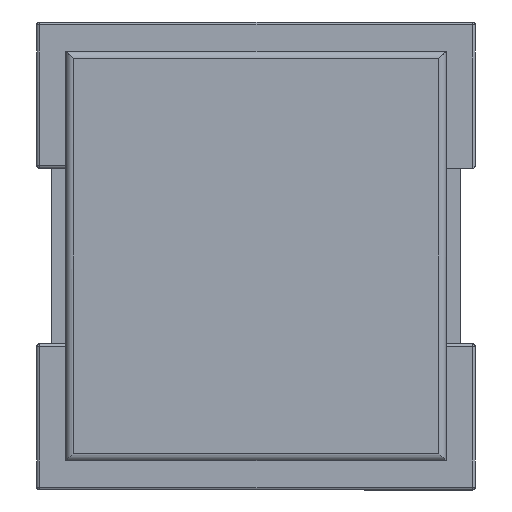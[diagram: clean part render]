
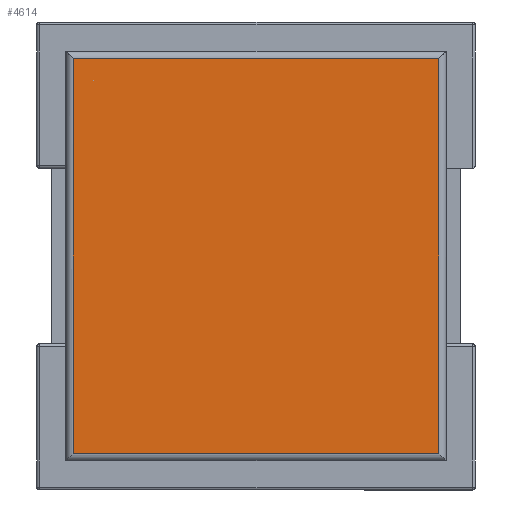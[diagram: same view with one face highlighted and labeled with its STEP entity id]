
A CAD part, left-side view. The second image highlights one B-rep face of the part: STEP entity #4614.
In plain terms, the highlighted planar face has unit normal (-1, 0, 0).
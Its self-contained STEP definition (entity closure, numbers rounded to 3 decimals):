
#23 = CARTESIAN_POINT ( 'NONE',  ( -2.15, 2.75, -1.35 ) ) ;
#341 = EDGE_CURVE ( 'NONE', #1552, #3307, #3132, .T. ) ;
#960 = CARTESIAN_POINT ( 'NONE',  ( -2.15, 0.2, 1.4 ) ) ;
#1107 = ORIENTED_EDGE ( 'NONE', *, *, #1510, .T. ) ;
#1164 = VECTOR ( 'NONE', #5067, 1000. ) ;
#1185 = CARTESIAN_POINT ( 'NONE',  ( -2.15, 0.25, 1.4 ) ) ;
#1460 = FACE_OUTER_BOUND ( 'NONE', #5564, .T. ) ;
#1504 = DIRECTION ( 'NONE',  ( 0., 1., 0. ) ) ;
#1510 = EDGE_CURVE ( 'NONE', #3307, #1667, #4313, .T. ) ;
#1552 = VERTEX_POINT ( 'NONE', #5698 ) ;
#1655 = AXIS2_PLACEMENT_3D ( 'NONE', #960, #2774, #4643 ) ;
#1667 = VERTEX_POINT ( 'NONE', #5129 ) ;
#1710 = DIRECTION ( 'NONE',  ( 0., -1., 0. ) ) ;
#1758 = VERTEX_POINT ( 'NONE', #23 ) ;
#2181 = ORIENTED_EDGE ( 'NONE', *, *, #5840, .T. ) ;
#2203 = CARTESIAN_POINT ( 'NONE',  ( -2.15, 0.2, -1.35 ) ) ;
#2702 = ORIENTED_EDGE ( 'NONE', *, *, #3729, .T. ) ;
#2735 = LINE ( 'NONE', #4609, #1164 ) ;
#2744 = VECTOR ( 'NONE', #5363, 1000. ) ;
#2774 = DIRECTION ( 'NONE',  ( -1., 0., 0. ) ) ;
#2914 = CARTESIAN_POINT ( 'NONE',  ( -2.15, 0.25, 1.35 ) ) ;
#3132 = LINE ( 'NONE', #1185, #2744 ) ;
#3264 = PLANE ( 'NONE',  #1655 ) ;
#3307 = VERTEX_POINT ( 'NONE', #2914 ) ;
#3729 = EDGE_CURVE ( 'NONE', #1667, #1758, #2735, .T. ) ;
#3801 = VECTOR ( 'NONE', #1710, 1000. ) ;
#4313 = LINE ( 'NONE', #4842, #5053 ) ;
#4609 = CARTESIAN_POINT ( 'NONE',  ( -2.15, 2.75, 1.4 ) ) ;
#4614 = ADVANCED_FACE ( 'NONE', ( #1460 ), #3264, .T. ) ;
#4643 = DIRECTION ( 'NONE',  ( 0., 0., -1. ) ) ;
#4842 = CARTESIAN_POINT ( 'NONE',  ( -2.15, 0.2, 1.35 ) ) ;
#5053 = VECTOR ( 'NONE', #1504, 1000. ) ;
#5056 = ORIENTED_EDGE ( 'NONE', *, *, #341, .T. ) ;
#5067 = DIRECTION ( 'NONE',  ( 0., 0., -1. ) ) ;
#5129 = CARTESIAN_POINT ( 'NONE',  ( -2.15, 2.75, 1.35 ) ) ;
#5363 = DIRECTION ( 'NONE',  ( 0., 0., 1. ) ) ;
#5381 = LINE ( 'NONE', #2203, #3801 ) ;
#5564 = EDGE_LOOP ( 'NONE', ( #2181, #5056, #1107, #2702 ) ) ;
#5698 = CARTESIAN_POINT ( 'NONE',  ( -2.15, 0.25, -1.35 ) ) ;
#5840 = EDGE_CURVE ( 'NONE', #1758, #1552, #5381, .T. ) ;
